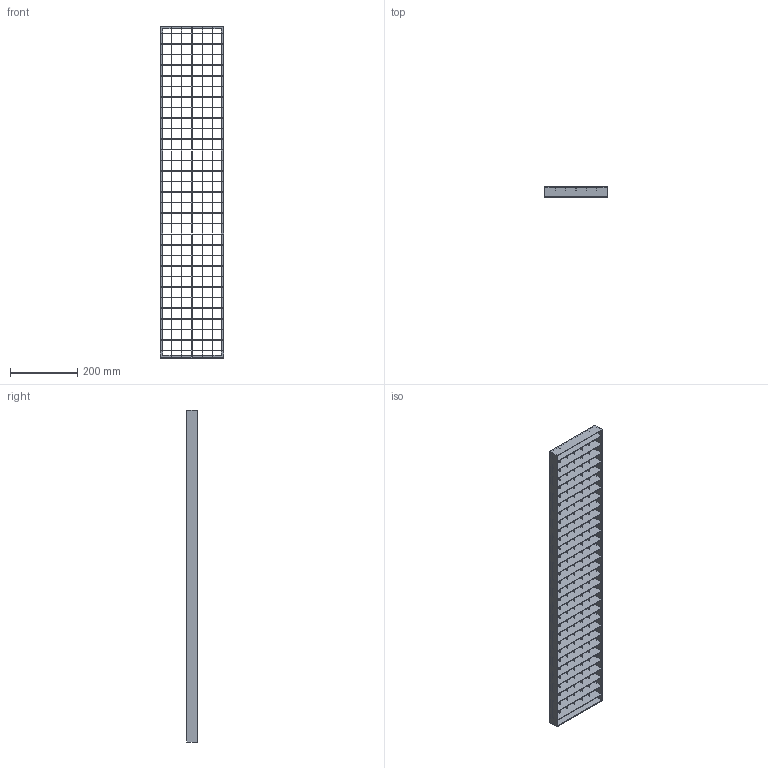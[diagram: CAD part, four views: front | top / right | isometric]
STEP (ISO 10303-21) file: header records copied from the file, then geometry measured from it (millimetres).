
FILE_DESCRIPTION (( 'STEP AP203' ), '1' );
FILE_NAME ('23-19993030-7.step', '2015-08-26T22:51:54', ( '' ), ( '' ), 'SwSTEP 2.0', 'SolidWorks 2015', '' );
FILE_SCHEMA (( 'CONFIG_CONTROL_DESIGN' ));
Length unit declared in the file: millimetre
Products named in the file (1): 23-19993030-7
Bounding box: 190 x 30 x 990 mm (x, y, z)
Volume: 481685 mm3; surface area: 635409 mm2
Topology: 1 solids, 1 shells, 896 faces, 3156 edges, 2100 vertices
Faces by surface type: plane 896
Entity records: 33994 total; most frequent: ORIENTED_EDGE 6312, CARTESIAN_POINT 6168, DIRECTION 4945, EDGE_CURVE 3156, LINE 3151, VECTOR 3151, VERTEX_POINT 2100, EDGE_LOOP 1118
